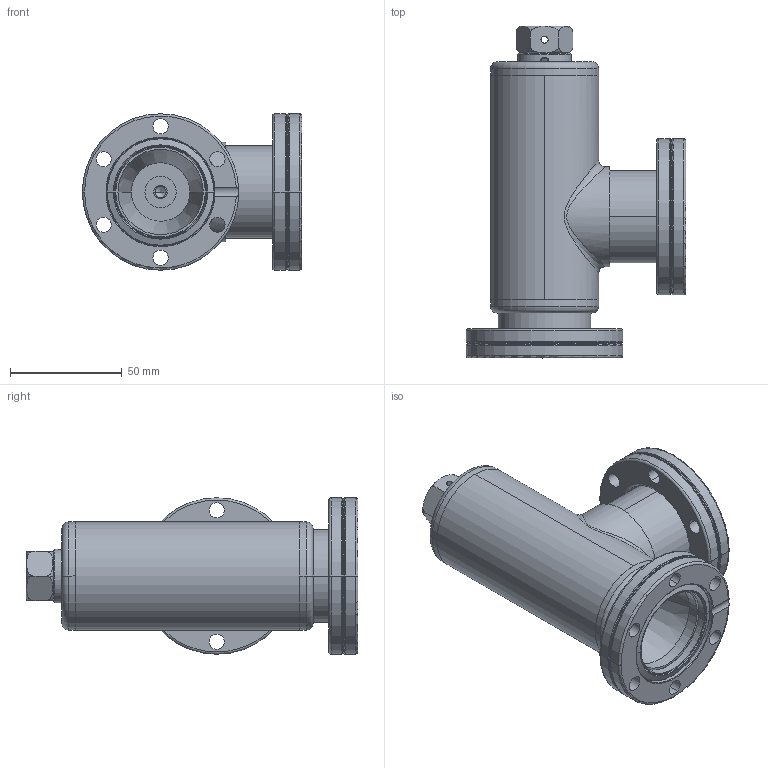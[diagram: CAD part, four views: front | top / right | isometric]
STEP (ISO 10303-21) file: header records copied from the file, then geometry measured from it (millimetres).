
FILE_DESCRIPTION((''),'2;1');
FILE_NAME('ZCR40R','2016-03-03T',('john.pontefract'),(''),'CREO PARAMETRIC BY PTC INC, 2015380','CREO PARAMETRIC BY PTC INC, 2015380','');
FILE_SCHEMA(('AUTOMOTIVE_DESIGN { 1 0 10303 214 1 1 1 1 }'));
Length unit declared in the file: millimetre
Products named in the file (1): ZCR40R
Bounding box: 98 x 148.26 x 69.9 mm (x, y, z)
Volume: 169990.8 mm3; surface area: 98285.9 mm2
Topology: 5 solids, 13 shells, 368 faces, 808 edges, 485 vertices
Faces by surface type: cylinder 161, torus 76, plane 63, cone 58, sphere 6, bspline 4
Entity records: 35903 total; most frequent: CARTESIAN_POINT 27249, DIRECTION 1972, ORIENTED_EDGE 1580, AXIS2_PLACEMENT_3D 869, EDGE_CURVE 798, CIRCLE 504, VERTEX_POINT 485, EDGE_LOOP 453
